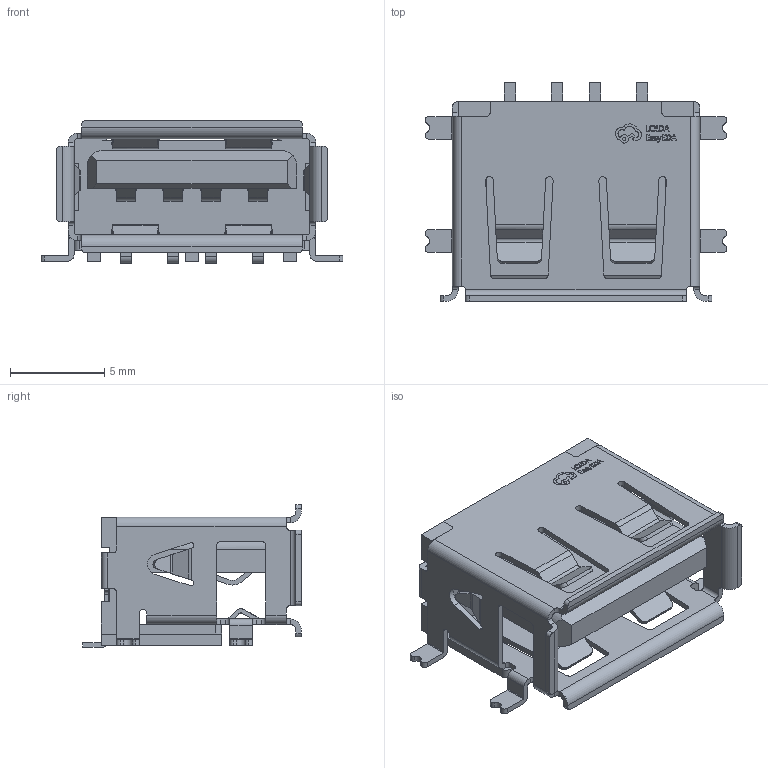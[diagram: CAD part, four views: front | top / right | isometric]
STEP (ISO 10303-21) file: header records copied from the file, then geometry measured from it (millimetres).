
FILE_DESCRIPTION(/* description */ ('Designed by EasyEDA Pro'),/* implementation_level */ '2;1');
FILE_NAME(/* name */ 'USB-A-SMD_4P_915-111A2028S10202.step',/* time_stamp */ '2024-01-01T17:38:23+08:00',/* author */ ('20220615'),/* organization */ ('Open CASCADE'),/* preprocessor_version */ 'ST-DEVELOPER v19',/* originating_system */ 'Autodesk Inventor 2023',/* authorisation */ 'Unknown');
FILE_SCHEMA (('AUTOMOTIVE_DESIGN { 1 0 10303 214 3 1 1 }'));
Length unit declared in the file: millimetre
Products named in the file (4): PCBModel; USB1; USB-A-SMD_915-111A2028S10202; COMPOUND
Assembly tree (3 placements, depth 4):
  PCBModel
    USB1
      USB-A-SMD_915-111A2028S10202
        COMPOUND
Bounding box: 16 x 11.6 x 7.55 mm (x, y, z)
Volume: 404.6 mm3; surface area: 1477.9 mm2
Topology: 11 solids, 11 shells, 835 faces, 2339 edges, 1546 vertices
Faces by surface type: plane 513, cylinder 210, bspline 112
Entity records: 28950 total; most frequent: CARTESIAN_POINT 6567, ORIENTED_EDGE 4678, DIRECTION 4165, EDGE_CURVE 2339, LINE 1693, VECTOR 1693, VERTEX_POINT 1546, AXIS2_PLACEMENT_3D 1236
